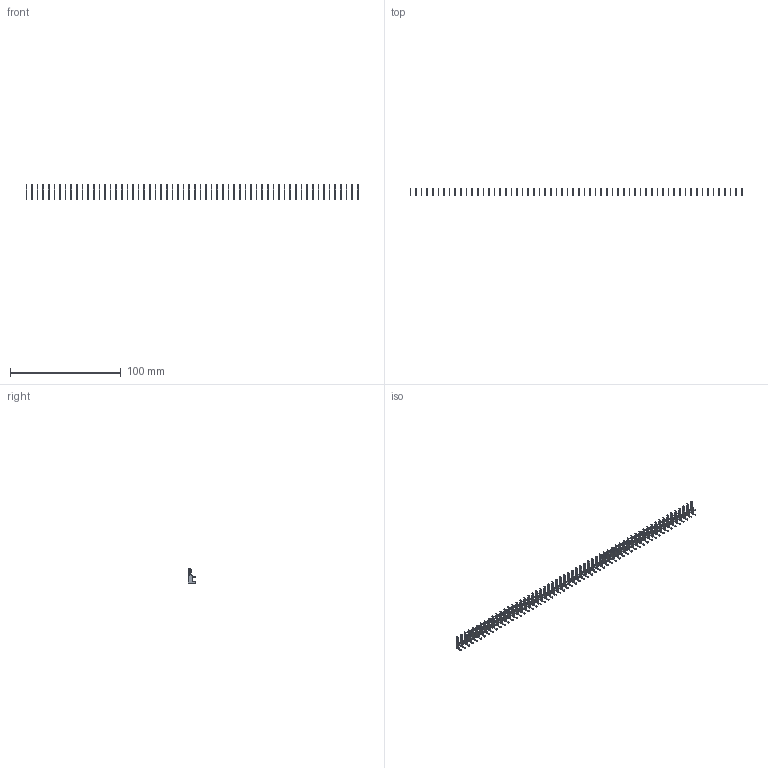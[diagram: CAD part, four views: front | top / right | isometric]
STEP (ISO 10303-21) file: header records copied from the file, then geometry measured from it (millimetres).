
FILE_DESCRIPTION (( 'STEP AP203' ), '1' );
FILE_NAME ('105-060-203-200.STEP', '2020-08-30T00:35:54', ( '' ), ( '' ), 'SwSTEP 2.0', 'SolidWorks 2020', '' );
FILE_SCHEMA (( 'CONFIG_CONTROL_DESIGN' ));
Length unit declared in the file: inch
Products named in the file (2): 100-290-001_100-290-203; 105-060-203-200
Assembly tree (60 placements, depth 2):
  105-060-203-200
    100-290-001_100-290-203  x60
Bounding box: 300.32 x 6.52 x 12.7 mm (x, y, z)
Volume: 1514.7 mm3; surface area: 6943.1 mm2
Topology: 60 solids, 60 shells, 1680 faces, 4680 edges, 3120 vertices
Faces by surface type: plane 1260, cylinder 420
Entity records: 2984 total; most frequent: DIRECTION 270, CARTESIAN_POINT 233, ORIENTED_EDGE 156, CALENDAR_DATE 130, COORDINATED_UNIVERSAL_TIME_OFFSET 130, DATE_AND_TIME 130, LOCAL_TIME 130, AXIS2_PLACEMENT_3D 105
